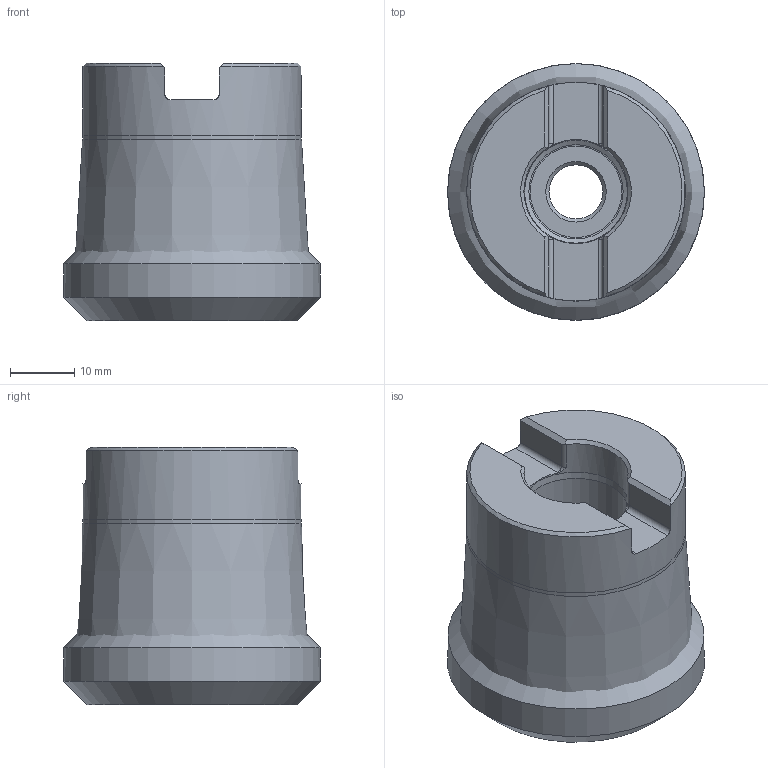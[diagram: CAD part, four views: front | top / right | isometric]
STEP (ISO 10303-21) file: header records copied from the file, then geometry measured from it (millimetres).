
FILE_DESCRIPTION(/* description */ (''),/* implementation_level */ '2;1');
FILE_NAME(/* name */ '40A03R_S45OD05_C_115009769ndi000_00_SIM.stp',/* time_stamp */ '2019-12-20T07:01:45+01:00',/* author */ (''),/* organization */ (''),/* preprocessor_version */ 'ST-DEVELOPER v16.7',/* originating_system */ 'SIEMENS PLM Software NX 12.0',/* authorisation */ '');
FILE_SCHEMA (('AUTOMOTIVE_DESIGN { 1 0 10303 214 3 1 1 1 }'));
Length unit declared in the file: millimetre
Products named in the file (1): wq7025002A84sp6o
Bounding box: 39.96 x 39.96 x 40.02 mm (x, y, z)
Volume: 41092.5 mm3; surface area: 11116 mm2
Topology: 2 solids, 2 shells, 63 faces, 152 edges, 92 vertices
Faces by surface type: cylinder 19, plane 15, cone 11, torus 10, revolution 8
Full cylindrical faces by diameter (mm): 8.4 x1, 12.4 x1, 16.005 x1, 16.2 x1, 34 x1
Entity records: 1877 total; most frequent: CARTESIAN_POINT 490, DIRECTION 284, ORIENTED_EDGE 244, EDGE_CURVE 122, AXIS2_PLACEMENT_3D 122, EDGE_LOOP 92, VERTEX_POINT 88, ADVANCED_FACE 63
